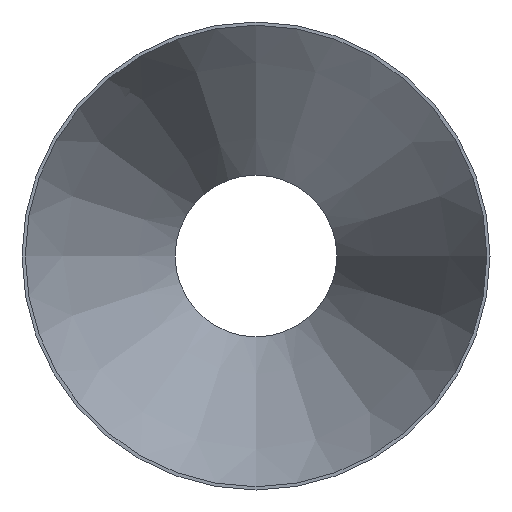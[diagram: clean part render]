
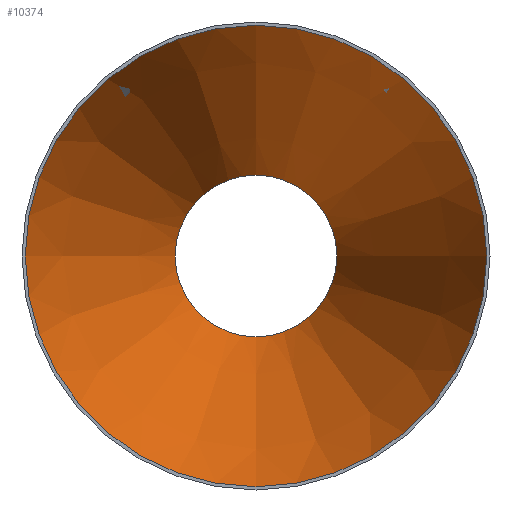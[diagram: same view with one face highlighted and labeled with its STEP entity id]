
A CAD part, front view. The second image highlights one B-rep face of the part: STEP entity #10374.
In plain terms, the highlighted conical face has half-angle 21.024 degrees and reference radius 300.515 mm.
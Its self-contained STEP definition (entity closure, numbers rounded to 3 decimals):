
#2366 = EDGE_CURVE ( 'NONE', #25885, #25885, #8303, .T. ) ;
#2608 = CONICAL_SURFACE ( 'NONE', #24043, 300.515, 0.367 ) ;
#5732 = DIRECTION ( 'NONE',  ( 0., 0., -1. ) ) ;
#5965 = CARTESIAN_POINT ( 'NONE',  ( 0., 0., 0. ) ) ;
#7738 = EDGE_CURVE ( 'NONE', #36202, #36202, #17600, .T. ) ;
#8303 = CIRCLE ( 'NONE', #35101, 105.265 ) ;
#8374 = FACE_BOUND ( 'NONE', #32058, .T. ) ;
#9181 = AXIS2_PLACEMENT_3D ( 'NONE', #11007, #28555, #14384 ) ;
#9571 = ORIENTED_EDGE ( 'NONE', *, *, #7738, .T. ) ;
#10015 = DIRECTION ( 'NONE',  ( 0., 0., -1. ) ) ;
#10374 = ADVANCED_FACE ( 'NONE', ( #8374, #12915 ), #2608, .F. ) ;
#11007 = CARTESIAN_POINT ( 'NONE',  ( 0., 0., 0. ) ) ;
#12915 = FACE_OUTER_BOUND ( 'NONE', #46656, .T. ) ;
#14384 = DIRECTION ( 'NONE',  ( 0., 0., -1. ) ) ;
#17600 = CIRCLE ( 'NONE', #9181, 300.515 ) ;
#21584 = CARTESIAN_POINT ( 'NONE',  ( 0., 508., -105.265 ) ) ;
#24043 = AXIS2_PLACEMENT_3D ( 'NONE', #5965, #31850, #10015 ) ;
#24184 = DIRECTION ( 'NONE',  ( 0., -1., 0. ) ) ;
#25885 = VERTEX_POINT ( 'NONE', #21584 ) ;
#28458 = ORIENTED_EDGE ( 'NONE', *, *, #2366, .F. ) ;
#28555 = DIRECTION ( 'NONE',  ( 0., -1., 0. ) ) ;
#31850 = DIRECTION ( 'NONE',  ( 0., -1., 0. ) ) ;
#32058 = EDGE_LOOP ( 'NONE', ( #28458 ) ) ;
#35101 = AXIS2_PLACEMENT_3D ( 'NONE', #38564, #24184, #5732 ) ;
#36202 = VERTEX_POINT ( 'NONE', #36671 ) ;
#36671 = CARTESIAN_POINT ( 'NONE',  ( 0., 0., -300.515 ) ) ;
#38564 = CARTESIAN_POINT ( 'NONE',  ( 0., 508., 0. ) ) ;
#46656 = EDGE_LOOP ( 'NONE', ( #9571 ) ) ;
